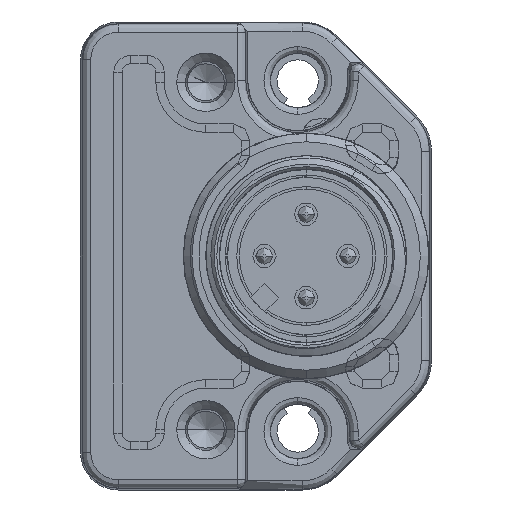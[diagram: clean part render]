
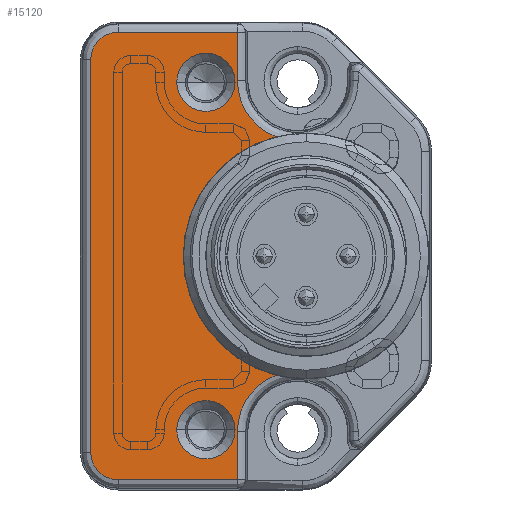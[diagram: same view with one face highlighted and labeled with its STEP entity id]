
A CAD part, left-side view. The second image highlights one B-rep face of the part: STEP entity #15120.
In plain terms, the highlighted planar face has unit normal (-1, 0, 0).
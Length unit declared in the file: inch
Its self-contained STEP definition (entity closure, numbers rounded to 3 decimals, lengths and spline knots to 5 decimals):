
#738=CARTESIAN_POINT('',(-0.51181,0.31496,
-0.41339));
#739=DIRECTION('',(1.,0.,0.));
#740=DIRECTION('',(0.,1.,0.));
#741=AXIS2_PLACEMENT_3D('',#738,#739,#740);
#743=DIRECTION('',(0.,0.,1.));
#744=VECTOR('',#743,0.11381);
#745=CARTESIAN_POINT('',(-0.51181,0.45723,
-0.5272));
#746=LINE('',#745,#744);
#747=DIRECTION('',(0.,-1.,0.));
#748=VECTOR('',#747,0.28096);
#749=CARTESIAN_POINT('',(-0.51181,0.73819,
-0.5272));
#750=LINE('',#749,#748);
#751=CARTESIAN_POINT('',(-0.51181,0.73819,
-0.4626));
#752=DIRECTION('',(-1.,0.,0.));
#753=DIRECTION('',(0.,1.,0.));
#754=AXIS2_PLACEMENT_3D('',#751,#752,#753);
#756=DIRECTION('',(0.,0.,-1.));
#757=VECTOR('',#756,0.9252);
#758=CARTESIAN_POINT('',(-0.51181,0.80279,
0.4626));
#759=LINE('',#758,#757);
#760=CARTESIAN_POINT('',(-0.51181,0.73819,
0.4626));
#761=DIRECTION('',(-1.,0.,0.));
#762=DIRECTION('',(0.,0.,1.));
#763=AXIS2_PLACEMENT_3D('',#760,#761,#762);
#765=DIRECTION('',(0.,1.,0.));
#766=VECTOR('',#765,0.28096);
#767=CARTESIAN_POINT('',(-0.51181,0.45723,
0.5272));
#768=LINE('',#767,#766);
#769=DIRECTION('',(0.,0.,1.));
#770=VECTOR('',#769,0.11381);
#771=CARTESIAN_POINT('',(-0.51181,0.45723,
0.41339));
#772=LINE('',#771,#770);
#773=CARTESIAN_POINT('',(-0.51181,0.31496,
0.41339));
#774=DIRECTION('',(1.,0.,0.));
#775=DIRECTION('',(0.,0.359,-0.933));
#776=AXIS2_PLACEMENT_3D('',#773,#774,#775);
#778=CARTESIAN_POINT('',(-0.51181,0.29528,0.));
#779=DIRECTION('',(-1.,0.,0.));
#780=DIRECTION('',(0.,0.244,0.97));
#781=AXIS2_PLACEMENT_3D('',#778,#779,#780);
#783=CARTESIAN_POINT('',(-0.51181,0.5315,
-0.40915));
#784=DIRECTION('',(1.,0.,0.));
#785=DIRECTION('',(0.,1.,0.));
#786=AXIS2_PLACEMENT_3D('',#783,#784,#785);
#788=CARTESIAN_POINT('',(-0.51181,0.5315,
-0.40915));
#789=DIRECTION('',(1.,0.,0.));
#790=DIRECTION('',(0.,-1.,0.));
#791=AXIS2_PLACEMENT_3D('',#788,#789,#790);
#793=CARTESIAN_POINT('',(-0.51181,0.5315,
0.40915));
#794=DIRECTION('',(1.,0.,0.));
#795=DIRECTION('',(0.,1.,0.));
#796=AXIS2_PLACEMENT_3D('',#793,#794,#795);
#798=CARTESIAN_POINT('',(-0.51181,0.5315,
0.40915));
#799=DIRECTION('',(1.,0.,0.));
#800=DIRECTION('',(0.,-1.,0.));
#801=AXIS2_PLACEMENT_3D('',#798,#799,#800);
#12719=CARTESIAN_POINT('',(-0.51181,0.80279,
-0.4626));
#12720=CARTESIAN_POINT('',(-0.51181,0.73819,
-0.5272));
#12721=VERTEX_POINT('',#12719);
#12722=VERTEX_POINT('',#12720);
#12727=CARTESIAN_POINT('',(-0.51181,0.80279,
0.4626));
#12728=VERTEX_POINT('',#12727);
#12731=CARTESIAN_POINT('',(-0.51181,0.73819,
0.5272));
#12732=VERTEX_POINT('',#12731);
#12755=CARTESIAN_POINT('',(-0.51181,0.60039,
-0.40915));
#12756=CARTESIAN_POINT('',(-0.51181,0.4626,
-0.40915));
#12757=VERTEX_POINT('',#12755);
#12758=VERTEX_POINT('',#12756);
#12759=CARTESIAN_POINT('',(-0.51181,0.60039,
0.40915));
#12760=CARTESIAN_POINT('',(-0.51181,0.4626,
0.40915));
#12761=VERTEX_POINT('',#12759);
#12762=VERTEX_POINT('',#12760);
#12791=CARTESIAN_POINT('',(-0.51181,0.45723,
-0.41339));
#12792=CARTESIAN_POINT('',(-0.51181,0.366,
-0.28059));
#12793=VERTEX_POINT('',#12791);
#12794=VERTEX_POINT('',#12792);
#12795=CARTESIAN_POINT('',(-0.51181,0.45723,
-0.5272));
#12796=VERTEX_POINT('',#12795);
#12819=CARTESIAN_POINT('',(-0.51181,0.366,
0.28059));
#12820=CARTESIAN_POINT('',(-0.51181,0.45723,
0.41339));
#12821=VERTEX_POINT('',#12819);
#12822=VERTEX_POINT('',#12820);
#12823=CARTESIAN_POINT('',(-0.51181,0.45723,
0.5272));
#12824=VERTEX_POINT('',#12823);
#15082=CARTESIAN_POINT('',(-0.51181,0.,0.));
#15083=DIRECTION('',(-1.,0.,0.));
#15084=DIRECTION('',(0.,0.,1.));
#15085=AXIS2_PLACEMENT_3D('',#15082,#15083,#15084);
#15086=PLANE('',#15085);
#15088=ORIENTED_EDGE('',*,*,#15087,.F.);
#15090=ORIENTED_EDGE('',*,*,#15089,.F.);
#15092=ORIENTED_EDGE('',*,*,#15091,.F.);
#15094=ORIENTED_EDGE('',*,*,#15093,.F.);
#15095=ORIENTED_EDGE('',*,*,#15072,.F.);
#15097=ORIENTED_EDGE('',*,*,#15096,.F.);
#15099=ORIENTED_EDGE('',*,*,#15098,.F.);
#15101=ORIENTED_EDGE('',*,*,#15100,.F.);
#15103=ORIENTED_EDGE('',*,*,#15102,.F.);
#15105=ORIENTED_EDGE('',*,*,#15104,.T.);
#15106=EDGE_LOOP('',(#15088,#15090,#15092,#15094,#15095,#15097,#15099,#15101,
#15103,#15105));
#15107=FACE_OUTER_BOUND('',#15106,.F.);
#15109=ORIENTED_EDGE('',*,*,#15108,.F.);
#15111=ORIENTED_EDGE('',*,*,#15110,.F.);
#15112=EDGE_LOOP('',(#15109,#15111));
#15113=FACE_BOUND('',#15112,.F.);
#15115=ORIENTED_EDGE('',*,*,#15114,.F.);
#15117=ORIENTED_EDGE('',*,*,#15116,.F.);
#15118=EDGE_LOOP('',(#15115,#15117));
#15119=FACE_BOUND('',#15118,.F.);
#15120=ADVANCED_FACE('',(#15107,#15113,#15119),#15086,.T.);
#742=CIRCLE('',#741,0.14227);
#755=CIRCLE('',#754,0.0646);
#764=CIRCLE('',#763,0.0646);
#777=CIRCLE('',#776,0.14227);
#782=CIRCLE('',#781,0.28937);
#787=CIRCLE('',#786,0.0689);
#792=CIRCLE('',#791,0.0689);
#797=CIRCLE('',#796,0.0689);
#802=CIRCLE('',#801,0.0689);
#15072=EDGE_CURVE('',#12728,#12721,#759,.T.);
#15087=EDGE_CURVE('',#12793,#12794,#742,.T.);
#15089=EDGE_CURVE('',#12796,#12793,#746,.T.);
#15091=EDGE_CURVE('',#12722,#12796,#750,.T.);
#15093=EDGE_CURVE('',#12721,#12722,#755,.T.);
#15096=EDGE_CURVE('',#12732,#12728,#764,.T.);
#15098=EDGE_CURVE('',#12824,#12732,#768,.T.);
#15100=EDGE_CURVE('',#12822,#12824,#772,.T.);
#15102=EDGE_CURVE('',#12821,#12822,#777,.T.);
#15104=EDGE_CURVE('',#12821,#12794,#782,.T.);
#15108=EDGE_CURVE('',#12757,#12758,#787,.T.);
#15110=EDGE_CURVE('',#12758,#12757,#792,.T.);
#15114=EDGE_CURVE('',#12761,#12762,#797,.T.);
#15116=EDGE_CURVE('',#12762,#12761,#802,.T.);
